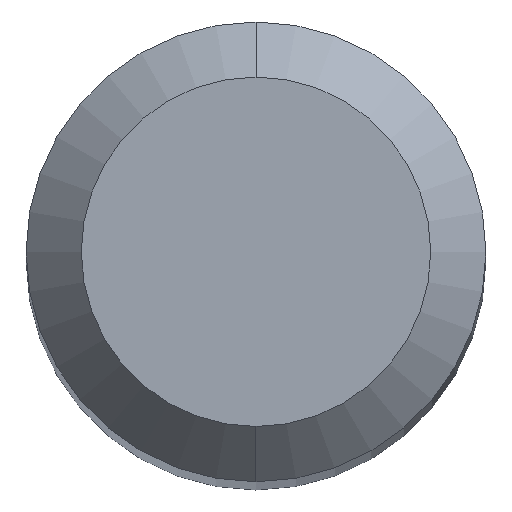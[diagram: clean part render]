
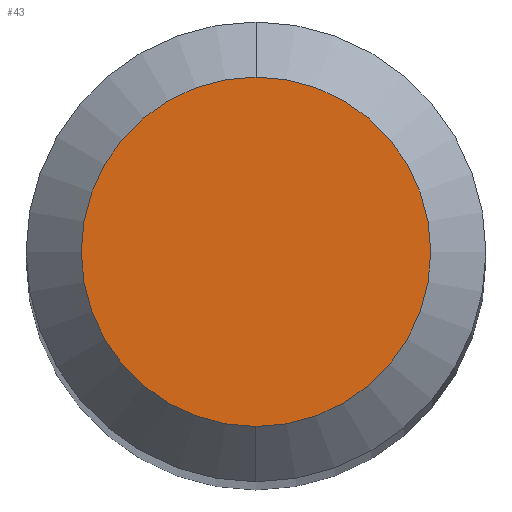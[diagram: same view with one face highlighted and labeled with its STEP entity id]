
A CAD part, top view. The second image highlights one B-rep face of the part: STEP entity #43.
In plain terms, the highlighted planar face has unit normal (0, 0, 1).
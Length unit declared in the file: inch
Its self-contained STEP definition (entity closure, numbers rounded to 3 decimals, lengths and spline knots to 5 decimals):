
#32 = AXIS2_PLACEMENT_3D ( 'NONE', #332, #498, #119 ) ;
#38 = CARTESIAN_POINT ( 'NONE',  ( 0., 0., 0. ) ) ;
#43 = ADVANCED_FACE ( 'NONE', ( #162 ), #336, .F. ) ;
#53 = AXIS2_PLACEMENT_3D ( 'NONE', #38, #446, #353 ) ;
#58 = EDGE_LOOP ( 'NONE', ( #361, #539 ) ) ;
#68 = AXIS2_PLACEMENT_3D ( 'NONE', #432, #129, #298 ) ;
#108 = VERTEX_POINT ( 'NONE', #290 ) ;
#119 = DIRECTION ( 'NONE',  ( 0., 1., 0. ) ) ;
#129 = DIRECTION ( 'NONE',  ( 0., 0., 1. ) ) ;
#132 = EDGE_CURVE ( 'NONE', #108, #479, #317, .T. ) ;
#160 = CIRCLE ( 'NONE', #68, 0.0475 ) ;
#162 = FACE_OUTER_BOUND ( 'NONE', #58, .T. ) ;
#290 = CARTESIAN_POINT ( 'NONE',  ( 0., 0.0475, 0. ) ) ;
#298 = DIRECTION ( 'NONE',  ( 0., -1., 0. ) ) ;
#317 = CIRCLE ( 'NONE', #53, 0.0475 ) ;
#332 = CARTESIAN_POINT ( 'NONE',  ( 0., 0.0475, 0. ) ) ;
#336 = PLANE ( 'NONE',  #32 ) ;
#353 = DIRECTION ( 'NONE',  ( 0., -1., 0. ) ) ;
#361 = ORIENTED_EDGE ( 'NONE', *, *, #132, .T. ) ;
#414 = CARTESIAN_POINT ( 'NONE',  ( 0., -0.0475, 0. ) ) ;
#432 = CARTESIAN_POINT ( 'NONE',  ( 0., 0., 0. ) ) ;
#446 = DIRECTION ( 'NONE',  ( 0., 0., 1. ) ) ;
#479 = VERTEX_POINT ( 'NONE', #414 ) ;
#498 = DIRECTION ( 'NONE',  ( 0., 0., -1. ) ) ;
#527 = EDGE_CURVE ( 'NONE', #479, #108, #160, .T. ) ;
#539 = ORIENTED_EDGE ( 'NONE', *, *, #527, .T. ) ;
